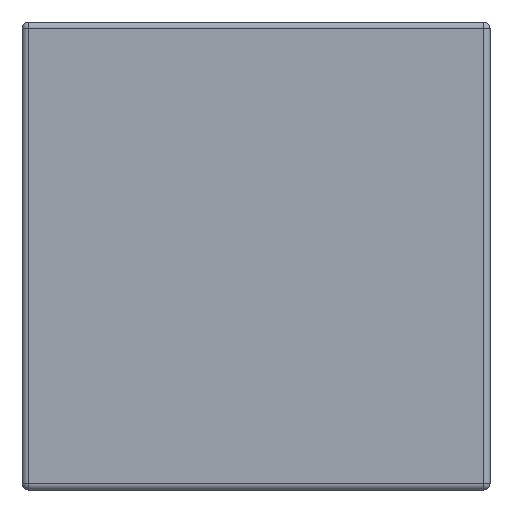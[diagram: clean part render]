
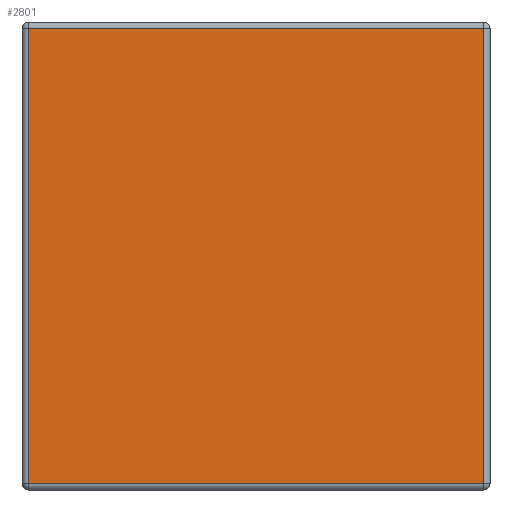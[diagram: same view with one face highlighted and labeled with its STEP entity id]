
A CAD part, front view. The second image highlights one B-rep face of the part: STEP entity #2801.
In plain terms, the highlighted planar face has unit normal (0, -1, 0).
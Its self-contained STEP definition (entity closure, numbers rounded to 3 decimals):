
#2156 = CYLINDRICAL_SURFACE('',#2157,0.025);
#2157 = AXIS2_PLACEMENT_3D('',#2158,#2159,#2160);
#2158 = CARTESIAN_POINT('',(-0.95,-4.175,-0.925));
#2159 = DIRECTION('',(1.,0.,0.));
#2160 = DIRECTION('',(0.,0.,-1.));
#2397 = VERTEX_POINT('',#2398);
#2398 = CARTESIAN_POINT('',(-0.925,-4.2,-0.925));
#2420 = EDGE_CURVE('',#2397,#2421,#2423,.T.);
#2421 = VERTEX_POINT('',#2422);
#2422 = CARTESIAN_POINT('',(0.925,-4.2,-0.925));
#2423 = SURFACE_CURVE('',#2424,(#2428,#2435),.PCURVE_S1.);
#2424 = LINE('',#2425,#2426);
#2425 = CARTESIAN_POINT('',(-0.95,-4.2,-0.925));
#2426 = VECTOR('',#2427,1.);
#2427 = DIRECTION('',(1.,0.,0.));
#2428 = PCURVE('',#2156,#2429);
#2429 = DEFINITIONAL_REPRESENTATION('',(#2430),#2434);
#2430 = LINE('',#2431,#2432);
#2431 = CARTESIAN_POINT('',(-1.571,0.));
#2432 = VECTOR('',#2433,1.);
#2433 = DIRECTION('',(-0.,1.));
#2434 = ( GEOMETRIC_REPRESENTATION_CONTEXT(2) 
PARAMETRIC_REPRESENTATION_CONTEXT() REPRESENTATION_CONTEXT('2D SPACE',''
  ) );
#2435 = PCURVE('',#2436,#2441);
#2436 = PLANE('',#2437);
#2437 = AXIS2_PLACEMENT_3D('',#2438,#2439,#2440);
#2438 = CARTESIAN_POINT('',(0.,-4.2,0.)
  );
#2439 = DIRECTION('',(0.,1.,0.));
#2440 = DIRECTION('',(0.,0.,1.));
#2441 = DEFINITIONAL_REPRESENTATION('',(#2442),#2446);
#2442 = LINE('',#2443,#2444);
#2443 = CARTESIAN_POINT('',(-0.925,-0.95));
#2444 = VECTOR('',#2445,1.);
#2445 = DIRECTION('',(0.,1.));
#2446 = ( GEOMETRIC_REPRESENTATION_CONTEXT(2) 
PARAMETRIC_REPRESENTATION_CONTEXT() REPRESENTATION_CONTEXT('2D SPACE',''
  ) );
#2605 = CYLINDRICAL_SURFACE('',#2606,0.025);
#2606 = AXIS2_PLACEMENT_3D('',#2607,#2608,#2609);
#2607 = CARTESIAN_POINT('',(-0.925,-4.175,0.95));
#2608 = DIRECTION('',(0.,0.,-1.));
#2609 = DIRECTION('',(-1.,-0.,0.));
#2801 = ADVANCED_FACE('',(#2802),#2436,.F.);
#2802 = FACE_BOUND('',#2803,.F.);
#2803 = EDGE_LOOP('',(#2804,#2805,#2828,#2856));
#2804 = ORIENTED_EDGE('',*,*,#2420,.F.);
#2805 = ORIENTED_EDGE('',*,*,#2806,.F.);
#2806 = EDGE_CURVE('',#2807,#2397,#2809,.T.);
#2807 = VERTEX_POINT('',#2808);
#2808 = CARTESIAN_POINT('',(-0.925,-4.2,0.925));
#2809 = SURFACE_CURVE('',#2810,(#2814,#2821),.PCURVE_S1.);
#2810 = LINE('',#2811,#2812);
#2811 = CARTESIAN_POINT('',(-0.925,-4.2,0.95));
#2812 = VECTOR('',#2813,1.);
#2813 = DIRECTION('',(0.,0.,-1.));
#2814 = PCURVE('',#2436,#2815);
#2815 = DEFINITIONAL_REPRESENTATION('',(#2816),#2820);
#2816 = LINE('',#2817,#2818);
#2817 = CARTESIAN_POINT('',(0.95,-0.925));
#2818 = VECTOR('',#2819,1.);
#2819 = DIRECTION('',(-1.,0.));
#2820 = ( GEOMETRIC_REPRESENTATION_CONTEXT(2) 
PARAMETRIC_REPRESENTATION_CONTEXT() REPRESENTATION_CONTEXT('2D SPACE',''
  ) );
#2821 = PCURVE('',#2605,#2822);
#2822 = DEFINITIONAL_REPRESENTATION('',(#2823),#2827);
#2823 = LINE('',#2824,#2825);
#2824 = CARTESIAN_POINT('',(-1.571,0.));
#2825 = VECTOR('',#2826,1.);
#2826 = DIRECTION('',(-0.,1.));
#2827 = ( GEOMETRIC_REPRESENTATION_CONTEXT(2) 
PARAMETRIC_REPRESENTATION_CONTEXT() REPRESENTATION_CONTEXT('2D SPACE',''
  ) );
#2828 = ORIENTED_EDGE('',*,*,#2829,.F.);
#2829 = EDGE_CURVE('',#2830,#2807,#2832,.T.);
#2830 = VERTEX_POINT('',#2831);
#2831 = CARTESIAN_POINT('',(0.925,-4.2,0.925));
#2832 = SURFACE_CURVE('',#2833,(#2837,#2844),.PCURVE_S1.);
#2833 = LINE('',#2834,#2835);
#2834 = CARTESIAN_POINT('',(0.95,-4.2,0.925));
#2835 = VECTOR('',#2836,1.);
#2836 = DIRECTION('',(-1.,0.,0.));
#2837 = PCURVE('',#2436,#2838);
#2838 = DEFINITIONAL_REPRESENTATION('',(#2839),#2843);
#2839 = LINE('',#2840,#2841);
#2840 = CARTESIAN_POINT('',(0.925,0.95));
#2841 = VECTOR('',#2842,1.);
#2842 = DIRECTION('',(0.,-1.));
#2843 = ( GEOMETRIC_REPRESENTATION_CONTEXT(2) 
PARAMETRIC_REPRESENTATION_CONTEXT() REPRESENTATION_CONTEXT('2D SPACE',''
  ) );
#2844 = PCURVE('',#2845,#2850);
#2845 = CYLINDRICAL_SURFACE('',#2846,0.025);
#2846 = AXIS2_PLACEMENT_3D('',#2847,#2848,#2849);
#2847 = CARTESIAN_POINT('',(0.95,-4.175,0.925));
#2848 = DIRECTION('',(-1.,0.,0.));
#2849 = DIRECTION('',(0.,0.,1.));
#2850 = DEFINITIONAL_REPRESENTATION('',(#2851),#2855);
#2851 = LINE('',#2852,#2853);
#2852 = CARTESIAN_POINT('',(-1.571,0.));
#2853 = VECTOR('',#2854,1.);
#2854 = DIRECTION('',(-0.,1.));
#2855 = ( GEOMETRIC_REPRESENTATION_CONTEXT(2) 
PARAMETRIC_REPRESENTATION_CONTEXT() REPRESENTATION_CONTEXT('2D SPACE',''
  ) );
#2856 = ORIENTED_EDGE('',*,*,#2857,.F.);
#2857 = EDGE_CURVE('',#2421,#2830,#2858,.T.);
#2858 = SURFACE_CURVE('',#2859,(#2863,#2870),.PCURVE_S1.);
#2859 = LINE('',#2860,#2861);
#2860 = CARTESIAN_POINT('',(0.925,-4.2,-0.95));
#2861 = VECTOR('',#2862,1.);
#2862 = DIRECTION('',(0.,0.,1.));
#2863 = PCURVE('',#2436,#2864);
#2864 = DEFINITIONAL_REPRESENTATION('',(#2865),#2869);
#2865 = LINE('',#2866,#2867);
#2866 = CARTESIAN_POINT('',(-0.95,0.925));
#2867 = VECTOR('',#2868,1.);
#2868 = DIRECTION('',(1.,0.));
#2869 = ( GEOMETRIC_REPRESENTATION_CONTEXT(2) 
PARAMETRIC_REPRESENTATION_CONTEXT() REPRESENTATION_CONTEXT('2D SPACE',''
  ) );
#2870 = PCURVE('',#2871,#2876);
#2871 = CYLINDRICAL_SURFACE('',#2872,0.025);
#2872 = AXIS2_PLACEMENT_3D('',#2873,#2874,#2875);
#2873 = CARTESIAN_POINT('',(0.925,-4.175,-0.95));
#2874 = DIRECTION('',(0.,0.,1.));
#2875 = DIRECTION('',(1.,0.,0.));
#2876 = DEFINITIONAL_REPRESENTATION('',(#2877),#2881);
#2877 = LINE('',#2878,#2879);
#2878 = CARTESIAN_POINT('',(-1.571,0.));
#2879 = VECTOR('',#2880,1.);
#2880 = DIRECTION('',(-0.,1.));
#2881 = ( GEOMETRIC_REPRESENTATION_CONTEXT(2) 
PARAMETRIC_REPRESENTATION_CONTEXT() REPRESENTATION_CONTEXT('2D SPACE',''
  ) );
